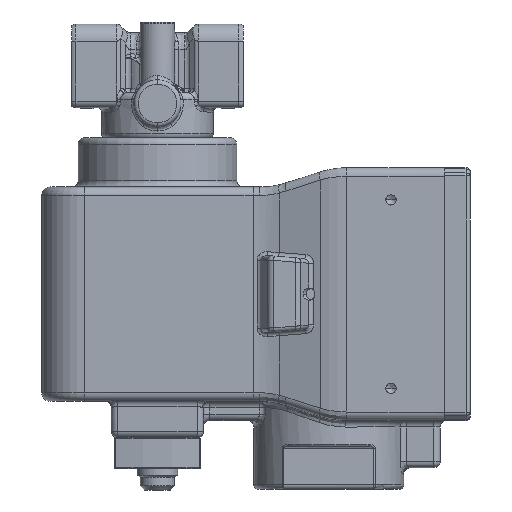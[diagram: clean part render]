
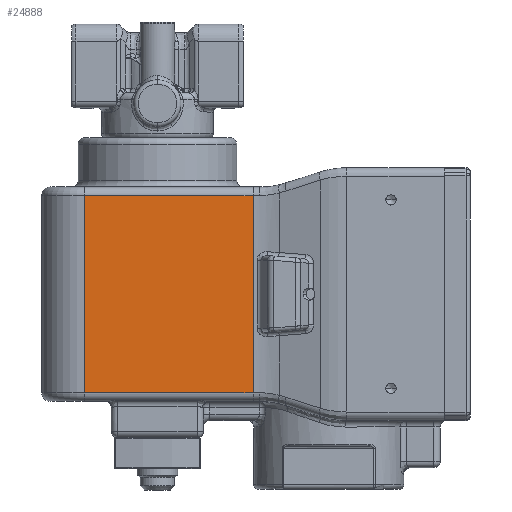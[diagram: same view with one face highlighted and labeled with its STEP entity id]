
A CAD part, front view. The second image highlights one B-rep face of the part: STEP entity #24888.
In plain terms, the highlighted planar face has unit normal (0, -1, 0).
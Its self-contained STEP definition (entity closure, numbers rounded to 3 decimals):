
#17797=DIRECTION('',(0.,0.,-1.));
#17798=VECTOR('',#17797,46.);
#17799=CARTESIAN_POINT('',(22.306,-24.5,-30.5));
#17800=LINE('',#17799,#17798);
#19094=DIRECTION('',(-1.,0.,0.));
#19095=VECTOR('',#19094,39.306);
#19096=CARTESIAN_POINT('',(22.306,-24.5,-30.5));
#19097=LINE('',#19096,#19095);
#19110=DIRECTION('',(1.,0.,0.));
#19111=VECTOR('',#19110,39.306);
#19112=CARTESIAN_POINT('',(-17.,-24.5,-76.5));
#19113=LINE('',#19112,#19111);
#19566=DIRECTION('',(0.,0.,-1.));
#19567=VECTOR('',#19566,46.);
#19568=CARTESIAN_POINT('',(-17.,-24.5,-30.5));
#19569=LINE('',#19568,#19567);
#20879=CARTESIAN_POINT('',(-17.,-24.5,-76.5));
#20880=VERTEX_POINT('',#20879);
#20881=CARTESIAN_POINT('',(22.306,-24.5,-76.5));
#20882=VERTEX_POINT('',#20881);
#20955=CARTESIAN_POINT('',(22.306,-24.5,-30.5));
#20956=VERTEX_POINT('',#20955);
#21031=CARTESIAN_POINT('',(-17.,-24.5,-30.5));
#21032=VERTEX_POINT('',#21031);
#24875=CARTESIAN_POINT('',(2.653,-24.5,-53.5));
#24876=DIRECTION('',(0.,1.,0.));
#24877=DIRECTION('',(1.,0.,0.));
#24878=AXIS2_PLACEMENT_3D('',#24875,#24876,#24877);
#24879=PLANE('',#24878);
#24880=ORIENTED_EDGE('',*,*,#24861,.F.);
#24881=ORIENTED_EDGE('',*,*,#21602,.T.);
#24883=ORIENTED_EDGE('',*,*,#24882,.F.);
#24885=ORIENTED_EDGE('',*,*,#24884,.F.);
#24886=EDGE_LOOP('',(#24880,#24881,#24883,#24885));
#24887=FACE_OUTER_BOUND('',#24886,.F.);
#24888=ADVANCED_FACE('',(#24887),#24879,.F.);
#21602=EDGE_CURVE('',#20956,#20882,#17800,.T.);
#24861=EDGE_CURVE('',#20956,#21032,#19097,.T.);
#24882=EDGE_CURVE('',#20880,#20882,#19113,.T.);
#24884=EDGE_CURVE('',#21032,#20880,#19569,.T.);
